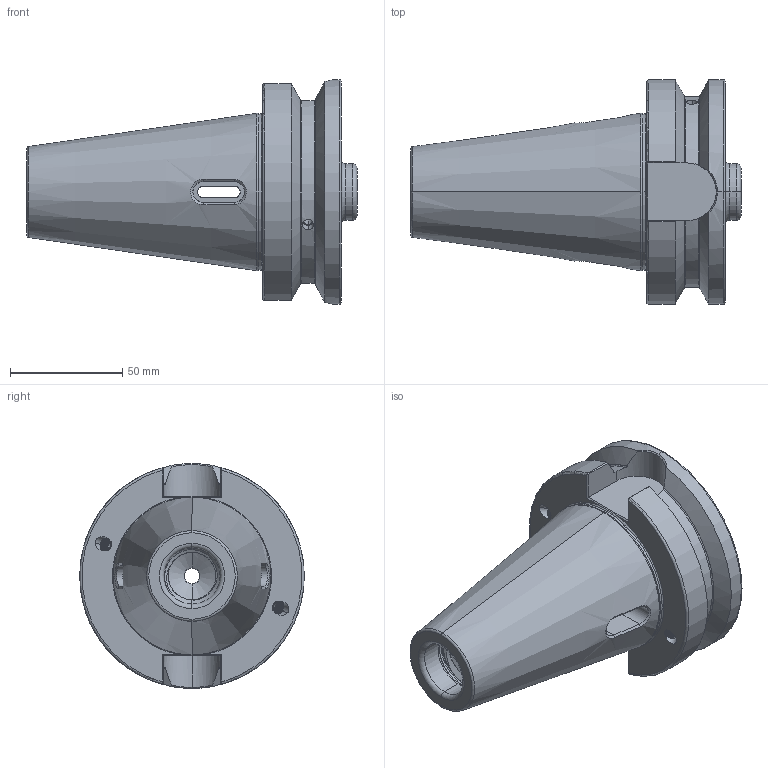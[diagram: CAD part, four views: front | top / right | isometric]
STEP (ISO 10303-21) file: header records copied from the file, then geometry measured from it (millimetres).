
FILE_DESCRIPTION (( 'STEP AP203' ), '1' );
FILE_NAME ('506.07.01.STEP', '2016-08-01T05:13:59', ( '' ), ( '' ), 'SwSTEP 2.0', 'SolidWorks 2012', '' );
FILE_SCHEMA (( 'CONFIG_CONTROL_DESIGN' ));
Length unit declared in the file: millimetre
Products named in the file (1): 506.07.01
Bounding box: 146.8 x 100 x 100 mm (x, y, z)
Volume: 451044.6 mm3; surface area: 58244.8 mm2
Topology: 1 solids, 1 shells, 224 faces, 593 edges, 371 vertices
Faces by surface type: cylinder 96, plane 47, cone 30, torus 29, bspline 22
Entity records: 14849 total; most frequent: CARTESIAN_POINT 9741, ORIENTED_EDGE 1178, DIRECTION 916, EDGE_CURVE 589, VERTEX_POINT 371, AXIS2_PLACEMENT_3D 357, EDGE_LOOP 242, ADVANCED_FACE 224
